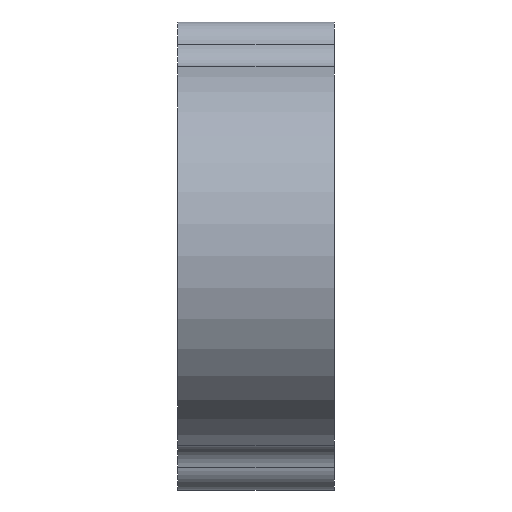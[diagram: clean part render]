
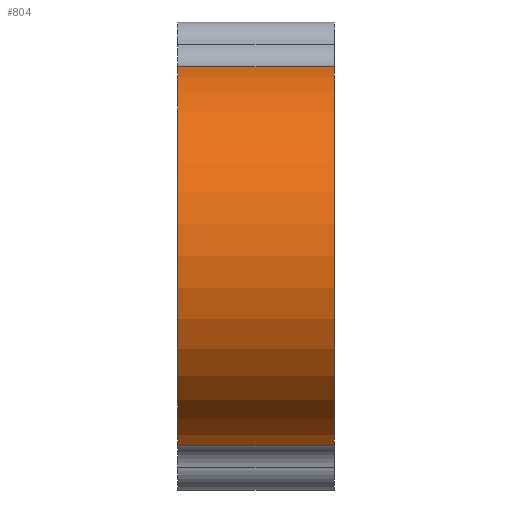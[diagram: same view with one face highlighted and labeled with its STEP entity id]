
A CAD part, front view. The second image highlights one B-rep face of the part: STEP entity #804.
In plain terms, the highlighted cylindrical face has radius 25 mm (diameter 50 mm), a partial arc.
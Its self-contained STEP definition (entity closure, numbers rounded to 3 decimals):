
#141 = DIRECTION ( 'NONE',  ( 0., 0., 1. ) ) ;
#394 = CARTESIAN_POINT ( 'NONE',  ( 13.5, 0., 0. ) ) ;
#455 = CARTESIAN_POINT ( 'NONE',  ( -10., -6.057, 24.255 ) ) ;
#804 = ADVANCED_FACE ( 'NONE', ( #2465 ), #1812, .T. ) ;
#963 = CIRCLE ( 'NONE', #7937, 25. ) ;
#1425 = VERTEX_POINT ( 'NONE', #2309 ) ;
#1727 = ORIENTED_EDGE ( 'NONE', *, *, #7503, .F. ) ;
#1812 = CYLINDRICAL_SURFACE ( 'NONE', #3794, 25. ) ;
#1940 = DIRECTION ( 'NONE',  ( -1., 0., 0. ) ) ;
#2122 = LINE ( 'NONE', #6829, #7088 ) ;
#2201 = EDGE_LOOP ( 'NONE', ( #1727, #5459, #4798, #3090 ) ) ;
#2309 = CARTESIAN_POINT ( 'NONE',  ( 13.5, -6.057, 24.255 ) ) ;
#2465 = FACE_OUTER_BOUND ( 'NONE', #2201, .T. ) ;
#2820 = CARTESIAN_POINT ( 'NONE',  ( -6.5, -6.057, -24.255 ) ) ;
#3090 = ORIENTED_EDGE ( 'NONE', *, *, #4261, .T. ) ;
#3101 = CARTESIAN_POINT ( 'NONE',  ( -6.5, -6.057, 24.255 ) ) ;
#3794 = AXIS2_PLACEMENT_3D ( 'NONE', #5132, #7785, #141 ) ;
#3801 = VERTEX_POINT ( 'NONE', #4413 ) ;
#3886 = CIRCLE ( 'NONE', #5015, 25. ) ;
#4261 = EDGE_CURVE ( 'NONE', #1425, #6031, #6960, .T. ) ;
#4413 = CARTESIAN_POINT ( 'NONE',  ( 13.5, -6.057, -24.255 ) ) ;
#4472 = DIRECTION ( 'NONE',  ( -1., 0., 0. ) ) ;
#4798 = ORIENTED_EDGE ( 'NONE', *, *, #7735, .T. ) ;
#5015 = AXIS2_PLACEMENT_3D ( 'NONE', #7915, #1940, #7257 ) ;
#5132 = CARTESIAN_POINT ( 'NONE',  ( -10., 0., 0. ) ) ;
#5398 = VECTOR ( 'NONE', #4472, 1000. ) ;
#5459 = ORIENTED_EDGE ( 'NONE', *, *, #7124, .T. ) ;
#5524 = DIRECTION ( 'NONE',  ( 1., 0., 0. ) ) ;
#6031 = VERTEX_POINT ( 'NONE', #3101 ) ;
#6409 = DIRECTION ( 'NONE',  ( 0., 0., 1. ) ) ;
#6705 = VERTEX_POINT ( 'NONE', #2820 ) ;
#6829 = CARTESIAN_POINT ( 'NONE',  ( -10., -6.057, -24.255 ) ) ;
#6960 = LINE ( 'NONE', #455, #5398 ) ;
#7088 = VECTOR ( 'NONE', #5524, 1000. ) ;
#7124 = EDGE_CURVE ( 'NONE', #6705, #3801, #2122, .T. ) ;
#7257 = DIRECTION ( 'NONE',  ( 0., 0., 1. ) ) ;
#7503 = EDGE_CURVE ( 'NONE', #6705, #6031, #3886, .T. ) ;
#7683 = DIRECTION ( 'NONE',  ( -1., 0., 0. ) ) ;
#7735 = EDGE_CURVE ( 'NONE', #3801, #1425, #963, .T. ) ;
#7785 = DIRECTION ( 'NONE',  ( -1., 0., 0. ) ) ;
#7915 = CARTESIAN_POINT ( 'NONE',  ( -6.5, 0., 0. ) ) ;
#7937 = AXIS2_PLACEMENT_3D ( 'NONE', #394, #7683, #6409 ) ;
